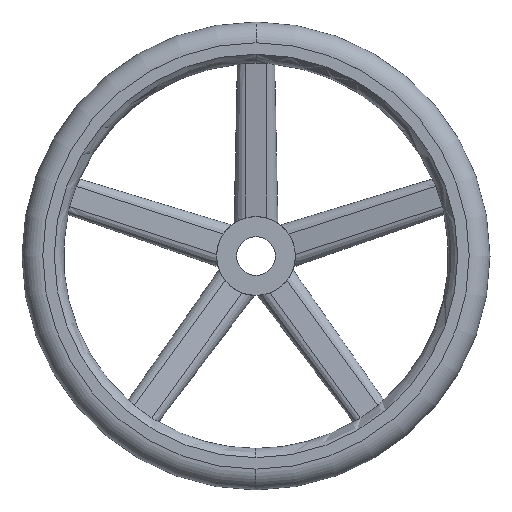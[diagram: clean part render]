
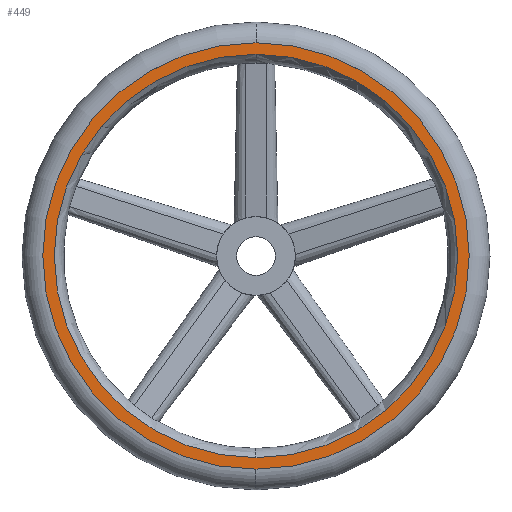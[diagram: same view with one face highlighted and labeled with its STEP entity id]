
A CAD part, top view. The second image highlights one B-rep face of the part: STEP entity #449.
In plain terms, the highlighted planar face has unit normal (0, 0, 1).
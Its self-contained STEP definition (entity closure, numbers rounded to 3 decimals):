
#439=VERTEX_POINT('',#960);
#441=EDGE_CURVE('',#633,#709,#962,.T.);
#447=EDGE_CURVE('',#709,#439,#969,.T.);
#449=ADVANCED_FACE('',(#971,#972),#973,.F.);
#545=EDGE_CURVE('',#717,#643,#1077,.T.);
#589=EDGE_CURVE('',#643,#717,#1126,.T.);
#633=VERTEX_POINT('',#1172);
#643=VERTEX_POINT('',#1183);
#709=VERTEX_POINT('',#1251);
#717=VERTEX_POINT('',#1260);
#745=EDGE_CURVE('',#439,#633,#1291,.T.);
#960=CARTESIAN_POINT('',(0.,-135.761,53.667));
#962=CIRCLE('',#1779,135.761);
#969=CIRCLE('',#1822,135.761);
#971=FACE_BOUND('',#1824,.T.);
#972=FACE_OUTER_BOUND('',#1825,.T.);
#973=PLANE('',#1826);
#1077=CIRCLE('',#2253,143.5);
#1126=CIRCLE('',#2352,143.5);
#1172=CARTESIAN_POINT('',(0.,135.761,53.667));
#1183=CARTESIAN_POINT('',(0.,-143.5,53.667));
#1251=CARTESIAN_POINT('',(-135.761,0.,53.667));
#1260=CARTESIAN_POINT('',(0.,143.5,53.667));
#1291=CIRCLE('',#2939,135.761);
#1779=AXIS2_PLACEMENT_3D('',#3212,#3213,#3214);
#1822=AXIS2_PLACEMENT_3D('',#3223,#3224,#3225);
#1824=EDGE_LOOP('',(#3227,#3228,#3229));
#1825=EDGE_LOOP('',(#3230,#3231));
#1826=AXIS2_PLACEMENT_3D('',#3232,#3233,#3234);
#2253=AXIS2_PLACEMENT_3D('',#3342,#3343,#3344);
#2352=AXIS2_PLACEMENT_3D('',#3393,#3394,#3395);
#2939=AXIS2_PLACEMENT_3D('',#3520,#3521,#3522);
#3212=CARTESIAN_POINT('',(0.,0.,53.667));
#3213=DIRECTION('',(0.,0.,1.0));
#3214=DIRECTION('',(1.0,0.0,0.));
#3223=CARTESIAN_POINT('',(0.,0.,53.667));
#3224=DIRECTION('',(0.,0.,1.0));
#3225=DIRECTION('',(1.0,0.0,0.));
#3227=ORIENTED_EDGE('',*,*,#447,.F.);
#3228=ORIENTED_EDGE('',*,*,#441,.F.);
#3229=ORIENTED_EDGE('',*,*,#745,.F.);
#3230=ORIENTED_EDGE('',*,*,#545,.T.);
#3231=ORIENTED_EDGE('',*,*,#589,.T.);
#3232=CARTESIAN_POINT('',(0.,136.5,53.667));
#3233=DIRECTION('',(0.,0.,-1.0));
#3234=DIRECTION('',(0.,-1.0,0.0));
#3342=CARTESIAN_POINT('',(0.,0.,53.667));
#3343=DIRECTION('',(0.,0.,1.0));
#3344=DIRECTION('',(0.,1.0,0.));
#3393=CARTESIAN_POINT('',(0.,0.,53.667));
#3394=DIRECTION('',(0.,0.,1.0));
#3395=DIRECTION('',(0.,1.0,0.));
#3520=CARTESIAN_POINT('',(0.,0.,53.667));
#3521=DIRECTION('',(0.,0.,1.0));
#3522=DIRECTION('',(1.0,0.0,0.));
